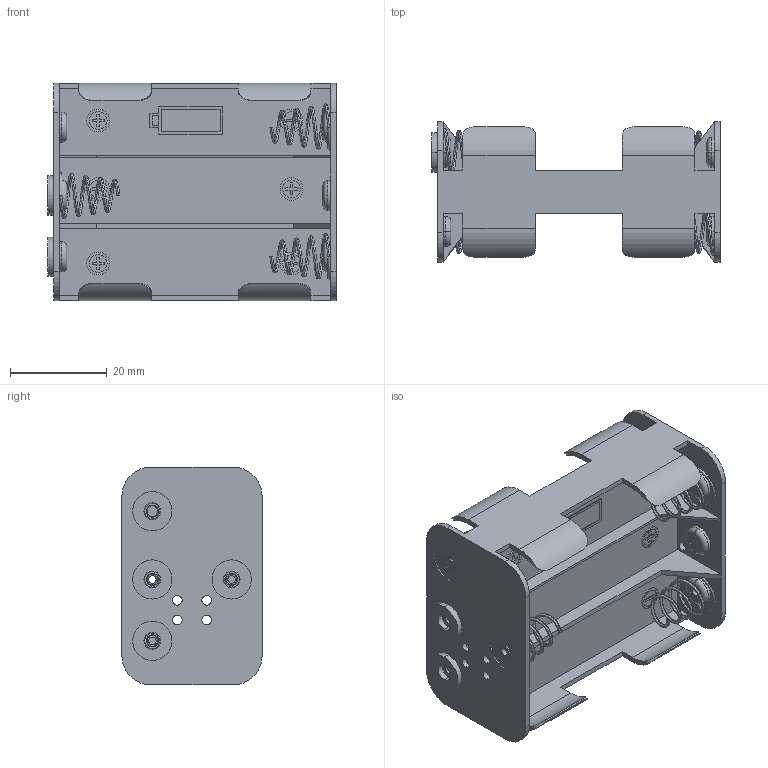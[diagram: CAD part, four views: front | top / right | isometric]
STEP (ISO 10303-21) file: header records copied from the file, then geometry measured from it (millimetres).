
FILE_DESCRIPTION (( 'STEP AP214' ), '1' );
FILE_NAME ('BH26AAB.STEP', '2019-12-03T18:15:05', ( '' ), ( '' ), 'SwSTEP 2.0', 'SolidWorks 2016', '' );
FILE_SCHEMA (( 'AUTOMOTIVE_DESIGN' ));
Length unit declared in the file: millimetre
Products named in the file (1): BH26AAB
Bounding box: 59.59 x 29 x 45 mm (x, y, z)
Volume: 14057.1 mm3; surface area: 18868.3 mm2
Topology: 13 solids, 13 shells, 718 faces, 1662 edges, 1064 vertices
Faces by surface type: plane 338, cylinder 256, torus 100, bspline 24
Entity records: 36222 total; most frequent: CARTESIAN_POINT 19349, DIRECTION 3630, ORIENTED_EDGE 3324, EDGE_CURVE 1662, AXIS2_PLACEMENT_3D 1377, VERTEX_POINT 1064, VECTOR 876, LINE 876
